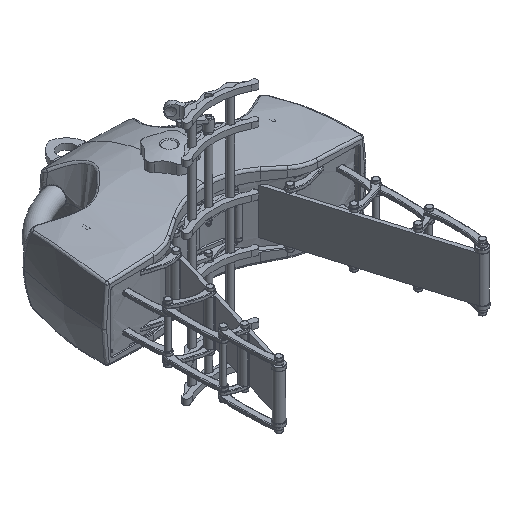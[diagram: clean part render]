
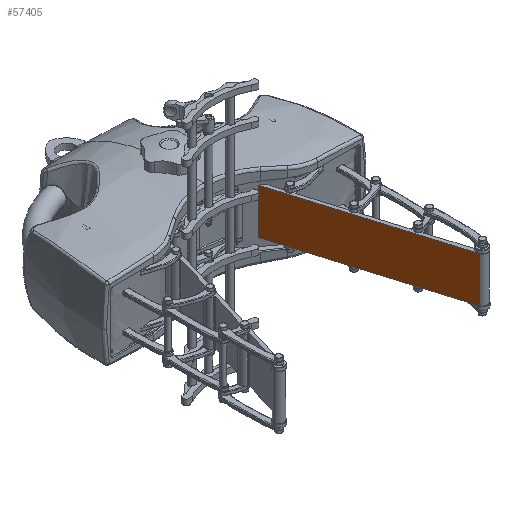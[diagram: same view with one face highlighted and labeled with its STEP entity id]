
A CAD part, isometric view. The second image highlights one B-rep face of the part: STEP entity #57405.
In plain terms, the highlighted planar face has unit normal (-0.957, -0.29, 0).
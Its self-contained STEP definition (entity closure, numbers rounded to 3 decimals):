
#655=PLANE('',#60924);
#2048=LINE('',#102696,#5107);
#2059=LINE('',#102795,#5118);
#2060=LINE('',#102797,#5119);
#2061=LINE('',#102799,#5120);
#2062=LINE('',#102800,#5121);
#5107=VECTOR('',#66463,10.);
#5118=VECTOR('',#66514,10.);
#5119=VECTOR('',#66515,10.);
#5120=VECTOR('',#66516,10.);
#5121=VECTOR('',#66517,10.);
#9140=FACE_OUTER_BOUND('',#12420,.T.);
#12420=EDGE_LOOP('',(#37706,#37707,#37708,#37709,#37710,#37711));
#18299=B_SPLINE_CURVE_WITH_KNOTS('',3,(#92714,#92715,#92716,#92717),
 .UNSPECIFIED.,.F.,.F.,(4,4),(0.05,7.55),
 .UNSPECIFIED.);
#21490=VERTEX_POINT('',#92692);
#21492=VERTEX_POINT('',#92713);
#21977=VERTEX_POINT('',#102695);
#22010=VERTEX_POINT('',#102794);
#22011=VERTEX_POINT('',#102796);
#22012=VERTEX_POINT('',#102798);
#27072=EDGE_CURVE('',#21492,#21490,#18299,.T.);
#27939=EDGE_CURVE('',#21492,#21977,#2048,.T.);
#27975=EDGE_CURVE('',#21490,#22010,#2059,.T.);
#27976=EDGE_CURVE('',#22010,#22011,#2060,.T.);
#27977=EDGE_CURVE('',#22012,#22011,#2061,.T.);
#27978=EDGE_CURVE('',#21977,#22012,#2062,.T.);
#37706=ORIENTED_EDGE('',*,*,#27072,.T.);
#37707=ORIENTED_EDGE('',*,*,#27975,.T.);
#37708=ORIENTED_EDGE('',*,*,#27976,.T.);
#37709=ORIENTED_EDGE('',*,*,#27977,.F.);
#37710=ORIENTED_EDGE('',*,*,#27978,.F.);
#37711=ORIENTED_EDGE('',*,*,#27939,.F.);
#57405=ADVANCED_FACE('',(#9140),#655,.T.);
#60924=AXIS2_PLACEMENT_3D('',#102793,#66512,#66513);
#66463=DIRECTION('',(0.29,-0.957,0.));
#66512=DIRECTION('center_axis',(-0.957,-0.29,0.));
#66513=DIRECTION('ref_axis',(0.,0.,
-1.));
#66514=DIRECTION('',(0.29,-0.957,0.));
#66515=DIRECTION('',(0.29,-0.957,0.));
#66516=DIRECTION('',(0.,0.,-1.));
#66517=DIRECTION('',(0.29,-0.957,0.));
#92692=CARTESIAN_POINT('',(75.672,-91.21,-37.5));
#92713=CARTESIAN_POINT('',(75.672,-91.21,37.5));
#92714=CARTESIAN_POINT('Ctrl Pts',(75.672,-91.21,37.5));
#92715=CARTESIAN_POINT('Ctrl Pts',(75.672,-91.21,12.5));
#92716=CARTESIAN_POINT('Ctrl Pts',(75.672,-91.21,-12.5));
#92717=CARTESIAN_POINT('Ctrl Pts',(75.672,-91.21,-37.5));
#102695=CARTESIAN_POINT('',(160.024,-369.392,37.5));
#102696=CARTESIAN_POINT('',(56.387,-27.612,37.5));
#102793=CARTESIAN_POINT('Origin',(56.387,-27.612,37.5));
#102794=CARTESIAN_POINT('',(160.024,-369.392,-37.5));
#102795=CARTESIAN_POINT('',(56.387,-27.612,-37.5));
#102796=CARTESIAN_POINT('',(160.858,-372.141,-37.5));
#102797=CARTESIAN_POINT('',(56.387,-27.612,-37.5));
#102798=CARTESIAN_POINT('',(160.858,-372.141,37.5));
#102799=CARTESIAN_POINT('',(160.858,-372.141,-37.5));
#102800=CARTESIAN_POINT('',(56.387,-27.612,37.5));
